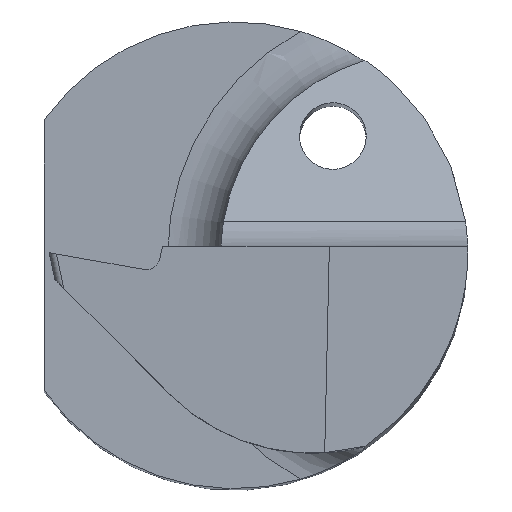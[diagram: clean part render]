
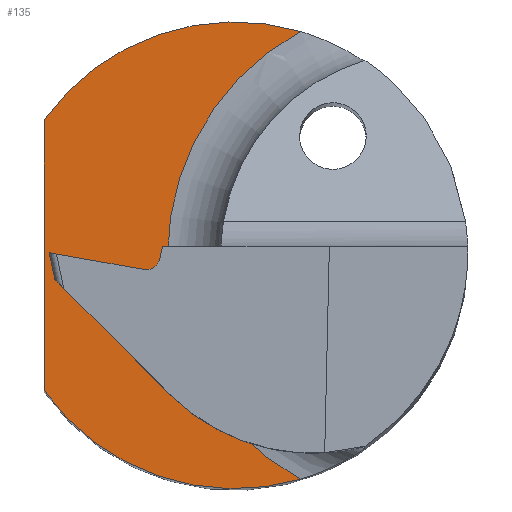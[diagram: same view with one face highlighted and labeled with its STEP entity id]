
A CAD part, top view. The second image highlights one B-rep face of the part: STEP entity #135.
In plain terms, the highlighted planar face has unit normal (0, 0, 1).
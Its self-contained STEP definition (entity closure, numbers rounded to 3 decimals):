
#41 = VERTEX_POINT ( 'NONE', #969 ) ;
#102 = ORIENTED_EDGE ( 'NONE', *, *, #592, .F. ) ;
#105 = AXIS2_PLACEMENT_3D ( 'NONE', #689, #611, #618 ) ;
#115 = LINE ( 'NONE', #619, #662 ) ;
#121 = CARTESIAN_POINT ( 'NONE',  ( 2.827, 0., 15. ) ) ;
#134 = CARTESIAN_POINT ( 'NONE',  ( 0.99, -3.357, 15. ) ) ;
#135 = ADVANCED_FACE ( 'NONE', ( #241 ), #384, .T. ) ;
#162 = AXIS2_PLACEMENT_3D ( 'NONE', #622, #485, #469 ) ;
#241 = FACE_OUTER_BOUND ( 'NONE', #623, .T. ) ;
#243 = AXIS2_PLACEMENT_3D ( 'NONE', #789, #252, #489 ) ;
#252 = DIRECTION ( 'NONE',  ( 0., 0., -1. ) ) ;
#253 = VERTEX_POINT ( 'NONE', #704 ) ;
#264 = DIRECTION ( 'NONE',  ( -1., 0., 0. ) ) ;
#324 = DIRECTION ( 'NONE',  ( 0., 0., -1. ) ) ;
#340 = DIRECTION ( 'NONE',  ( 0., 1., 0. ) ) ;
#342 = DIRECTION ( 'NONE',  ( 0., 0., 1. ) ) ;
#345 = VERTEX_POINT ( 'NONE', #134 ) ;
#351 = CIRCLE ( 'NONE', #243, 3.5 ) ;
#384 = PLANE ( 'NONE',  #105 ) ;
#469 = DIRECTION ( 'NONE',  ( -1., 0., 0. ) ) ;
#475 = AXIS2_PLACEMENT_3D ( 'NONE', #773, #324, #264 ) ;
#485 = DIRECTION ( 'NONE',  ( 0., 0., 1. ) ) ;
#489 = DIRECTION ( 'NONE',  ( -1., 0., 0. ) ) ;
#528 = EDGE_CURVE ( 'NONE', #41, #253, #115, .T. ) ;
#531 = VERTEX_POINT ( 'NONE', #702 ) ;
#534 = AXIS2_PLACEMENT_3D ( 'NONE', #121, #342, #566 ) ;
#540 = EDGE_CURVE ( 'NONE', #253, #531, #351, .T. ) ;
#557 = EDGE_CURVE ( 'NONE', #734, #345, #875, .T. ) ;
#563 = CARTESIAN_POINT ( 'NONE',  ( -1., 0., 15. ) ) ;
#566 = DIRECTION ( 'NONE',  ( -1., 0., 0. ) ) ;
#592 = EDGE_CURVE ( 'NONE', #345, #41, #860, .T. ) ;
#611 = DIRECTION ( 'NONE',  ( 0., 0., 1. ) ) ;
#618 = DIRECTION ( 'NONE',  ( -1., 0., 0. ) ) ;
#619 = CARTESIAN_POINT ( 'NONE',  ( -2.85, 2.032, 15. ) ) ;
#622 = CARTESIAN_POINT ( 'NONE',  ( 2.827, 0., 15. ) ) ;
#623 = EDGE_LOOP ( 'NONE', ( #760, #882, #102, #761, #872 ) ) ;
#662 = VECTOR ( 'NONE', #340, 1000. ) ;
#689 = CARTESIAN_POINT ( 'NONE',  ( 0.325, -0.054, 15. ) ) ;
#702 = CARTESIAN_POINT ( 'NONE',  ( 0.99, 3.357, 15. ) ) ;
#704 = CARTESIAN_POINT ( 'NONE',  ( -2.85, 2.032, 15. ) ) ;
#734 = VERTEX_POINT ( 'NONE', #563 ) ;
#760 = ORIENTED_EDGE ( 'NONE', *, *, #540, .F. ) ;
#761 = ORIENTED_EDGE ( 'NONE', *, *, #557, .F. ) ;
#773 = CARTESIAN_POINT ( 'NONE',  ( 0., 0., 15. ) ) ;
#789 = CARTESIAN_POINT ( 'NONE',  ( 0., 0., 15. ) ) ;
#860 = CIRCLE ( 'NONE', #475, 3.5 ) ;
#872 = ORIENTED_EDGE ( 'NONE', *, *, #899, .F. ) ;
#875 = CIRCLE ( 'NONE', #162, 3.827 ) ;
#882 = ORIENTED_EDGE ( 'NONE', *, *, #528, .F. ) ;
#899 = EDGE_CURVE ( 'NONE', #531, #734, #924, .T. ) ;
#924 = CIRCLE ( 'NONE', #534, 3.827 ) ;
#969 = CARTESIAN_POINT ( 'NONE',  ( -2.85, -2.032, 15. ) ) ;
